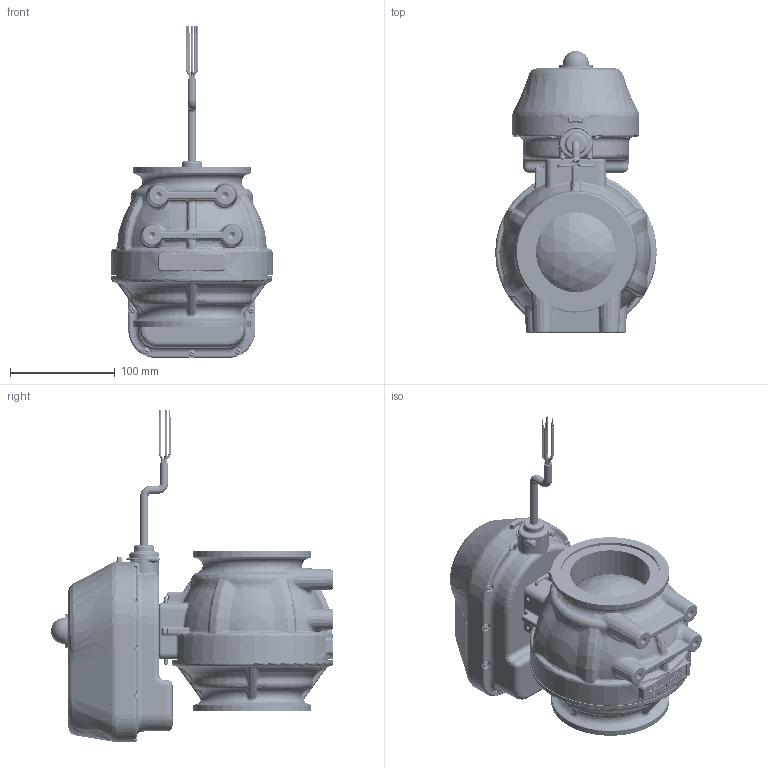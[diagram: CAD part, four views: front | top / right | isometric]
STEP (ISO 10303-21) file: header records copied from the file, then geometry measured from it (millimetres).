
FILE_DESCRIPTION(/* description */ ('MEVX 3” 4S WWC 5W 24V OPEN/CLOSE VERIFY'),/* implementation_level */ '2;1');
FILE_NAME(/* name */ 'MEVX30024F3.stp',/* time_stamp */ '2021-03-19T12:31:04-04:00',/* author */ ('DMK'),/* organization */ (''),/* preprocessor_version */ 'ST-DEVELOPER v18.1',/* originating_system */ 'Autodesk Inventor 2021',/* authorisation */ '');
FILE_SCHEMA (('AUTOMOTIVE_DESIGN { 1 0 10303 214 3 1 1 }'));
Length unit declared in the file: inch
Products named in the file (66): MEVX30024F3; MEVX300HX; AQ206V; EVP30151; MEVPS30254H; MEVPS30254HX; MEVPS30378H; MEVPS30378HX; V35255ASS; VE35258B; VEL1029_300 VALVE; VL1015; EP62C10523; B61905PPHS; B632038PM; EP10523; EP10310; IRF4905; optical sensor; BlueLED; RedLED; fuse; EP1KIT; EVP25110; EVP25108; EVP25109; EP23KIT; EVP25103; EVP25107; A29M2V; UV15163V; VEL1030; MSC0001; EVP25104; EP30KIT; EVP35113; A161V; EP62C; EVP35111; EVP35112 ...
Assembly tree (86 placements, depth 5):
  MEVX30024F3
    MEVX300HX
      AQ206V
      EVP30151
      MEVPS30254H
        MEVPS30254HX
      MEVPS30378H
        MEVPS30378HX
      V35255ASS
      VE35258B  x2
      VEL1029_300 VALVE
      VL1015
    EP62C10523
      B61905PPHS  x11
      B632038PM  x4
      EP10523
        EP10310
        IRF4905  x4
        optical sensor  x2
        BlueLED
        RedLED
        fuse
      EP1KIT
        EVP25110
        EVP25108
        EVP25109
      EP23KIT
        EVP25103
        EVP25107
        A29M2V
        UV15163V
        VEL1030
        MSC0001
        EVP25104
      EP30KIT
        EVP35113
        A161V
      EP62C
        EVP35111
        EVP35112
        EP62CX
          5630 drive shaft
          motor
          90600A127_BUTTON HEAD TORX MACHINE SCREW  x4
          1-2id x 3-8h x 3-4od bearing2868T121_HIGH-LOAD OIL-EMBEDDED SLEEVE BE
ARING
          3-16 1-4 tall bearing
          gear pin 2
          gear pin 1
          gear pin3 5-32
          gear pin4 3-16
          9714K34 wave washer
          gear1
          pinion1
          gear2
          pinion2
          gear3
          pinion3
          gear4
          pinion4
          gear5
Bounding box: 154.23 x 269.24 x 316.9 mm (x, y, z)
Volume: 1469485.1 mm3; surface area: 581750.1 mm2
Topology: 81 solids, 81 shells, 8174 faces, 21185 edges, 13512 vertices
Faces by surface type: cylinder 3134, plane 2887, bspline 1393, torus 472, cone 177, sphere 111
Full cylindrical faces by diameter (mm): 0.399 x1, 0.403 x1, 0.409 x1, 1.2 x4, 1.473 x10, 2.02 x56, 2.032 x32, 2.159 x44, 2.381 x2, 2.413 x11, 2.616 x3, 2.642 x4, 2.667 x2, 2.743 x11, 2.845 x52, 2.886 x1, 3.175 x8, 3.18 x1, 3.2 x1, 3.226 x2, 3.429 x10, 3.442 x4, 3.454 x2, 3.556 x11, 3.759 x4, 3.81 x15, 3.886 x1, 3.945 x1, 3.969 x1, 4.064 x1
Entity records: 288192 total; most frequent: CARTESIAN_POINT 112232, ORIENTED_EDGE 35592, DIRECTION 34766, EDGE_CURVE 17796, AXIS2_PLACEMENT_3D 13213, VERTEX_POINT 11413, LINE 8340, VECTOR 8340
